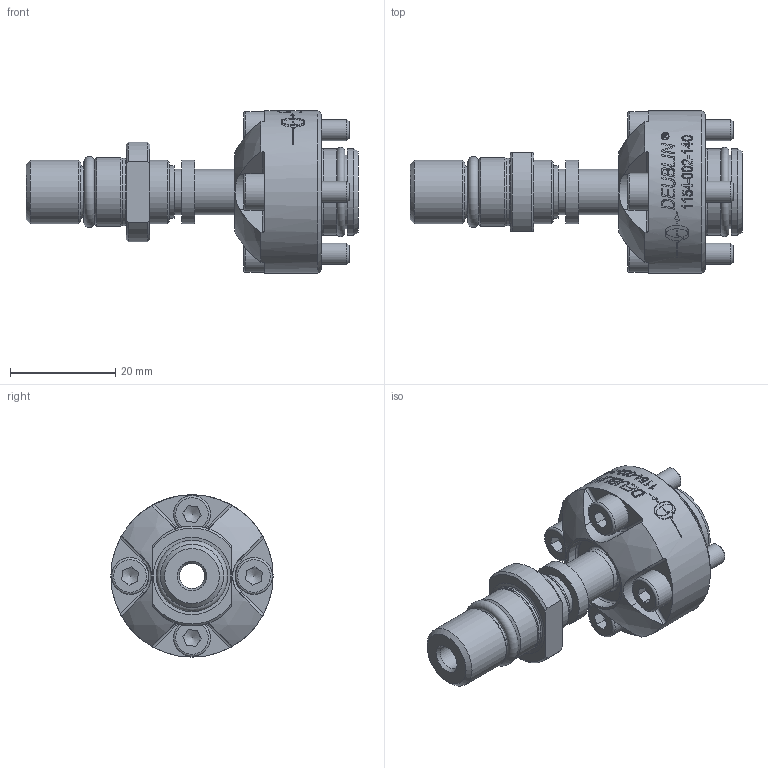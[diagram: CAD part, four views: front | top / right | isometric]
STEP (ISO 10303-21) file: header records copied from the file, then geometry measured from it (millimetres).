
FILE_DESCRIPTION(/* description */ (''),/* implementation_level */ '2;1');
FILE_NAME(/* name */ '1154-002-140-IC.stp',/* time_stamp */ '2020-05-15T15:49:21-05:00',/* author */ ('Moorera'),/* organization */ (''),/* preprocessor_version */ 'ST-DEVELOPER v18.1',/* originating_system */ 'Autodesk Inventor 2020',/* authorisation */ '');
FILE_SCHEMA (('AUTOMOTIVE_DESIGN { 1 0 10303 214 3 1 1 }'));
Length unit declared in the file: millimetre
Products named in the file (1): 1154-002-140-IC
Bounding box: 63 x 30.8 x 30.8 mm (x, y, z)
Volume: 15279.1 mm3; surface area: 8668.8 mm2
Topology: 3 solids, 3 shells, 444 faces, 1176 edges, 795 vertices
Faces by surface type: plane 223, bspline 95, cylinder 80, torus 23, cone 22, sphere 1
Full cylindrical faces by diameter (mm): 4 x4, 4.75 x1, 4.8 x4, 7 x4, 8.59 x2, 8.6 x1, 9.5 x2, 9.87 x1, 12 x3, 12.8 x1, 13 x1, 13.9 x1, 14 x1, 16.368 x2, 30.8 x1
Entity records: 17621 total; most frequent: CARTESIAN_POINT 6373, ORIENTED_EDGE 2344, DIRECTION 2092, EDGE_CURVE 1172, AXIS2_PLACEMENT_3D 816, VERTEX_POINT 795, EDGE_LOOP 511, LINE 460
